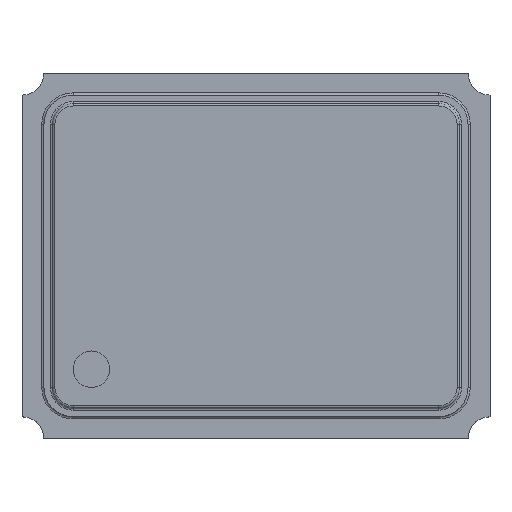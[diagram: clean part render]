
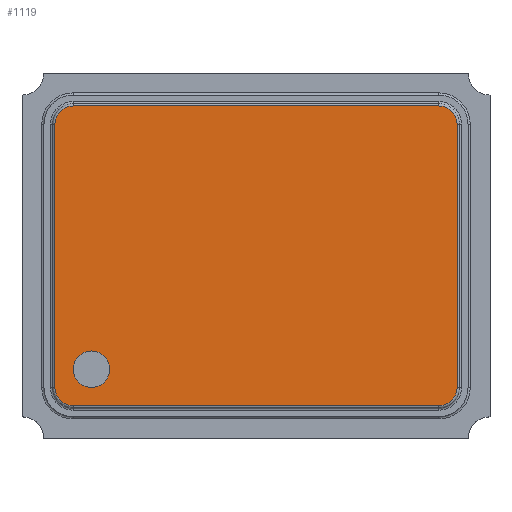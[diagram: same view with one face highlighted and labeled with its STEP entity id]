
A CAD part, top view. The second image highlights one B-rep face of the part: STEP entity #1119.
In plain terms, the highlighted planar face has unit normal (0, 0, 1).
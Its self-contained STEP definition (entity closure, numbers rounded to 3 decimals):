
#72 = DIRECTION ( 'NONE',  ( 1., 0., 0. ) ) ;
#128 = DIRECTION ( 'NONE',  ( 0., 0., 1. ) ) ;
#130 = CARTESIAN_POINT ( 'NONE',  ( -1.375, -0.9, 0.52 ) ) ;
#213 = CARTESIAN_POINT ( 'NONE',  ( -1.375, -0.9, 0.52 ) ) ;
#300 = AXIS2_PLACEMENT_3D ( 'NONE', #2400, #1289, #2379 ) ;
#348 = CARTESIAN_POINT ( 'NONE',  ( -1.25, -0.775, 0.52 ) ) ;
#428 = EDGE_CURVE ( 'NONE', #821, #2332, #2753, .T. ) ;
#475 = VERTEX_POINT ( 'NONE', #494 ) ;
#494 = CARTESIAN_POINT ( 'NONE',  ( -1., -0.775, 0.52 ) ) ;
#554 = DIRECTION ( 'NONE',  ( 1., 0., 0. ) ) ;
#569 = VERTEX_POINT ( 'NONE', #1316 ) ;
#805 = EDGE_CURVE ( 'NONE', #1603, #1389, #4674, .T. ) ;
#821 = VERTEX_POINT ( 'NONE', #1706 ) ;
#825 = LINE ( 'NONE', #883, #1650 ) ;
#826 = ORIENTED_EDGE ( 'NONE', *, *, #3772, .T. ) ;
#880 = EDGE_CURVE ( 'NONE', #1389, #1330, #1014, .T. ) ;
#883 = CARTESIAN_POINT ( 'NONE',  ( -1.25, 1.025, 0.52 ) ) ;
#956 = CARTESIAN_POINT ( 'NONE',  ( -1.25, 1.025, 0.52 ) ) ;
#1009 = DIRECTION ( 'NONE',  ( 1., 0., 0. ) ) ;
#1014 = LINE ( 'NONE', #3205, #3074 ) ;
#1042 = DIRECTION ( 'NONE',  ( 0., 1., 0. ) ) ;
#1060 = CARTESIAN_POINT ( 'NONE',  ( -1.25, 0.9, 0.52 ) ) ;
#1119 = ADVANCED_FACE ( 'NONE', ( #4043, #3053 ), #1578, .T. ) ;
#1259 = EDGE_CURVE ( 'NONE', #2332, #569, #4679, .T. ) ;
#1289 = DIRECTION ( 'NONE',  ( 0., 0., 1. ) ) ;
#1316 = CARTESIAN_POINT ( 'NONE',  ( -1.25, -1.025, 0.52 ) ) ;
#1330 = VERTEX_POINT ( 'NONE', #4171 ) ;
#1353 = ORIENTED_EDGE ( 'NONE', *, *, #3031, .T. ) ;
#1375 = VERTEX_POINT ( 'NONE', #348 ) ;
#1389 = VERTEX_POINT ( 'NONE', #2894 ) ;
#1439 = EDGE_CURVE ( 'NONE', #1330, #2191, #3831, .T. ) ;
#1440 = CARTESIAN_POINT ( 'NONE',  ( 1.25, 0.9, 0.52 ) ) ;
#1513 = EDGE_CURVE ( 'NONE', #1375, #475, #4059, .T. ) ;
#1578 = PLANE ( 'NONE',  #3383 ) ;
#1602 = DIRECTION ( 'NONE',  ( -1., 0., 0. ) ) ;
#1603 = VERTEX_POINT ( 'NONE', #1613 ) ;
#1613 = CARTESIAN_POINT ( 'NONE',  ( 1.25, -1.025, 0.52 ) ) ;
#1614 = VERTEX_POINT ( 'NONE', #956 ) ;
#1650 = VECTOR ( 'NONE', #1602, 1000. ) ;
#1706 = CARTESIAN_POINT ( 'NONE',  ( -1.375, 0.9, 0.52 ) ) ;
#1793 = AXIS2_PLACEMENT_3D ( 'NONE', #1440, #2842, #2231 ) ;
#1981 = DIRECTION ( 'NONE',  ( 1., 0., 0. ) ) ;
#1986 = DIRECTION ( 'NONE',  ( 1., 0., 0. ) ) ;
#2038 = CIRCLE ( 'NONE', #2644, 0.125 ) ;
#2070 = ORIENTED_EDGE ( 'NONE', *, *, #1259, .T. ) ;
#2191 = VERTEX_POINT ( 'NONE', #2651 ) ;
#2196 = EDGE_CURVE ( 'NONE', #475, #1375, #3458, .T. ) ;
#2202 = VECTOR ( 'NONE', #2872, 1000. ) ;
#2231 = DIRECTION ( 'NONE',  ( 1., 0., 0. ) ) ;
#2332 = VERTEX_POINT ( 'NONE', #213 ) ;
#2379 = DIRECTION ( 'NONE',  ( 1., 0., 0. ) ) ;
#2380 = ORIENTED_EDGE ( 'NONE', *, *, #1439, .T. ) ;
#2400 = CARTESIAN_POINT ( 'NONE',  ( -1.25, -0.9, 0.52 ) ) ;
#2430 = DIRECTION ( 'NONE',  ( 0., -1., 0. ) ) ;
#2636 = AXIS2_PLACEMENT_3D ( 'NONE', #4393, #4090, #72 ) ;
#2644 = AXIS2_PLACEMENT_3D ( 'NONE', #1060, #4279, #1009 ) ;
#2651 = CARTESIAN_POINT ( 'NONE',  ( 1.25, 1.025, 0.52 ) ) ;
#2698 = DIRECTION ( 'NONE',  ( 0., 0., 1. ) ) ;
#2753 = LINE ( 'NONE', #130, #3974 ) ;
#2838 = ORIENTED_EDGE ( 'NONE', *, *, #880, .T. ) ;
#2842 = DIRECTION ( 'NONE',  ( 0., 0., 1. ) ) ;
#2872 = DIRECTION ( 'NONE',  ( 1., 0., 0. ) ) ;
#2894 = CARTESIAN_POINT ( 'NONE',  ( 1.375, -0.9, 0.52 ) ) ;
#3031 = EDGE_CURVE ( 'NONE', #569, #1603, #4586, .T. ) ;
#3050 = CARTESIAN_POINT ( 'NONE',  ( -1.125, -0.775, 0.52 ) ) ;
#3053 = FACE_OUTER_BOUND ( 'NONE', #3735, .T. ) ;
#3074 = VECTOR ( 'NONE', #1042, 1000. ) ;
#3140 = ORIENTED_EDGE ( 'NONE', *, *, #805, .T. ) ;
#3205 = CARTESIAN_POINT ( 'NONE',  ( 1.375, 0.9, 0.52 ) ) ;
#3215 = CARTESIAN_POINT ( 'NONE',  ( 1.25, -1.025, 0.52 ) ) ;
#3383 = AXIS2_PLACEMENT_3D ( 'NONE', #4502, #128, #1986 ) ;
#3458 = CIRCLE ( 'NONE', #2636, 0.125 ) ;
#3528 = AXIS2_PLACEMENT_3D ( 'NONE', #3050, #2698, #1981 ) ;
#3601 = EDGE_CURVE ( 'NONE', #1614, #821, #2038, .T. ) ;
#3735 = EDGE_LOOP ( 'NONE', ( #2070, #1353, #3140, #2838, #2380, #826, #3896, #4407 ) ) ;
#3772 = EDGE_CURVE ( 'NONE', #2191, #1614, #825, .T. ) ;
#3799 = CARTESIAN_POINT ( 'NONE',  ( 1.25, -0.9, 0.52 ) ) ;
#3831 = CIRCLE ( 'NONE', #1793, 0.125 ) ;
#3896 = ORIENTED_EDGE ( 'NONE', *, *, #3601, .T. ) ;
#3974 = VECTOR ( 'NONE', #2430, 1000. ) ;
#4043 = FACE_BOUND ( 'NONE', #4691, .T. ) ;
#4059 = CIRCLE ( 'NONE', #3528, 0.125 ) ;
#4090 = DIRECTION ( 'NONE',  ( 0., 0., 1. ) ) ;
#4158 = ORIENTED_EDGE ( 'NONE', *, *, #2196, .F. ) ;
#4171 = CARTESIAN_POINT ( 'NONE',  ( 1.375, 0.9, 0.52 ) ) ;
#4279 = DIRECTION ( 'NONE',  ( 0., 0., 1. ) ) ;
#4389 = ORIENTED_EDGE ( 'NONE', *, *, #1513, .F. ) ;
#4393 = CARTESIAN_POINT ( 'NONE',  ( -1.125, -0.775, 0.52 ) ) ;
#4407 = ORIENTED_EDGE ( 'NONE', *, *, #428, .T. ) ;
#4502 = CARTESIAN_POINT ( 'NONE',  ( 1.25, -0.9, 0.52 ) ) ;
#4573 = DIRECTION ( 'NONE',  ( 0., 0., 1. ) ) ;
#4586 = LINE ( 'NONE', #3215, #2202 ) ;
#4601 = AXIS2_PLACEMENT_3D ( 'NONE', #3799, #4573, #554 ) ;
#4674 = CIRCLE ( 'NONE', #4601, 0.125 ) ;
#4679 = CIRCLE ( 'NONE', #300, 0.125 ) ;
#4691 = EDGE_LOOP ( 'NONE', ( #4158, #4389 ) ) ;
